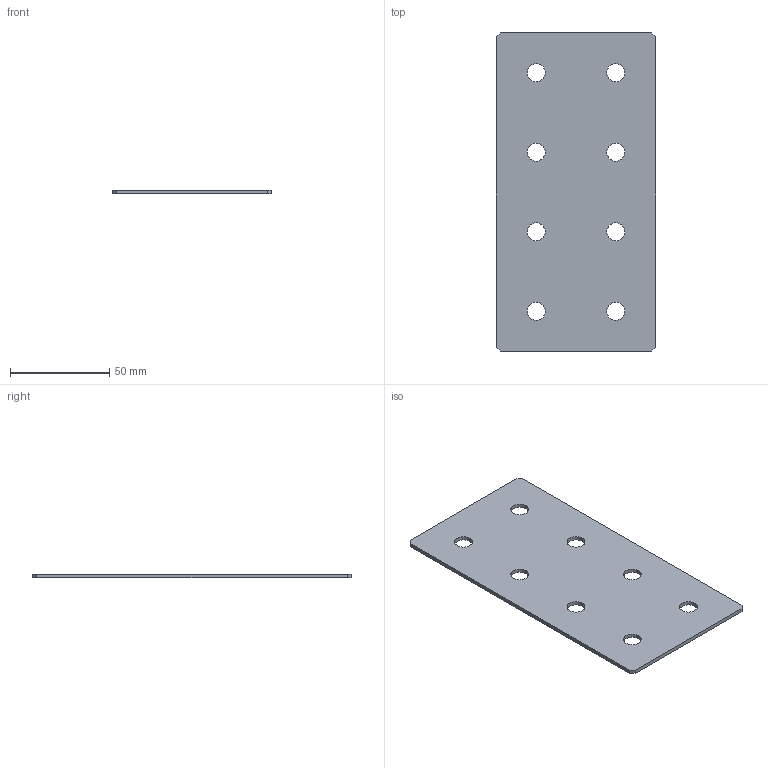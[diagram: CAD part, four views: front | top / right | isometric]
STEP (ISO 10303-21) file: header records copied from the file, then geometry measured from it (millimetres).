
FILE_DESCRIPTION (( 'STEP AP214' ), '1' );
FILE_NAME ('Ï-Ïëàñòèíà 40 ñåðèÿ 2õ4 8îòâ 80õ160õ2.STEP', '2022-02-24T07:09:22', ( 'user' ), ( '' ), 'SwSTEP 2.0', 'SolidWorks 2021', '' );
FILE_SCHEMA (( 'AUTOMOTIVE_DESIGN' ));
Length unit declared in the file: millimetre
Products named in the file (1): Ï-Ïëàñòèíà 40 ñåðèÿ 2õ4 8îòâ 80õ160õ2
Bounding box: 80 x 160 x 2 mm (x, y, z)
Volume: 24566.1 mm3; surface area: 25969.1 mm2
Topology: 1 solids, 1 shells, 26 faces, 72 edges, 48 vertices
Faces by surface type: cylinder 16, plane 10
Entity records: 914 total; most frequent: DIRECTION 158, CARTESIAN_POINT 147, ORIENTED_EDGE 144, EDGE_CURVE 72, AXIS2_PLACEMENT_3D 59, VERTEX_POINT 48, EDGE_LOOP 42, VECTOR 40
